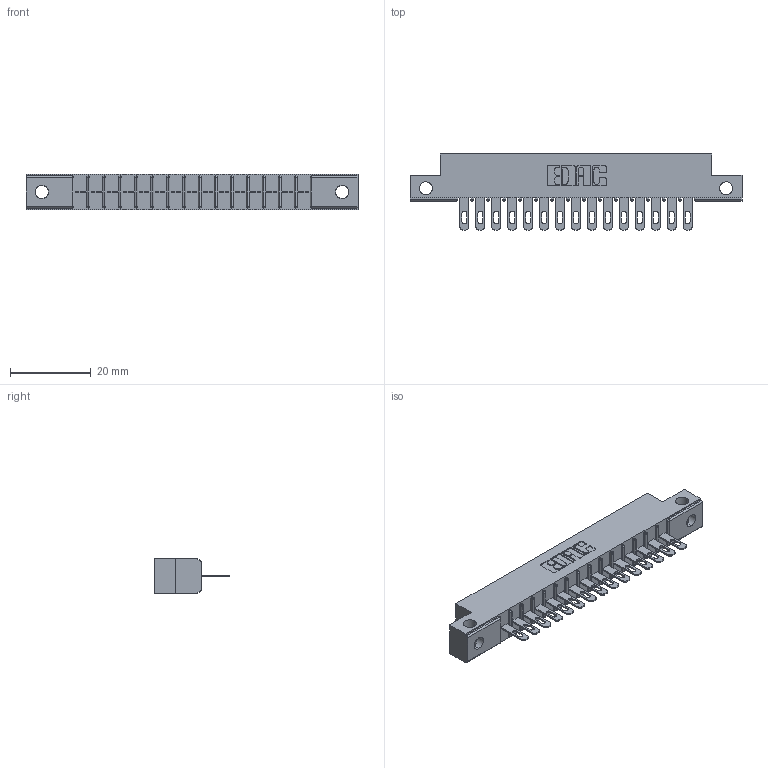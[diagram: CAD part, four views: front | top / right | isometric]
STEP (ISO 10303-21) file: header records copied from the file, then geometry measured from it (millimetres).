
FILE_DESCRIPTION (( 'STEP AP203' ), '1' );
FILE_NAME ('356-015-500-112.STEP', '2020-09-20T22:05:30', ( '' ), ( '' ), 'SwSTEP 2.0', 'SolidWorks 2020', '' );
FILE_SCHEMA (( 'CONFIG_CONTROL_DESIGN' ));
Length unit declared in the file: inch
Products named in the file (3): 306 Part_.128 Dia; 356-015-500-112; 306-290-001_100
Assembly tree (16 placements, depth 2):
  356-015-500-112
    306 Part_.128 Dia
    306-290-001_100  x15
Bounding box: 82.45 x 18.87 x 8.71 mm (x, y, z)
Volume: 5516.7 mm3; surface area: 8128.8 mm2
Topology: 16 solids, 16 shells, 1268 faces, 3577 edges, 2298 vertices
Faces by surface type: plane 818, cylinder 390, sphere 60
Entity records: 18056 total; most frequent: CARTESIAN_POINT 3076, ORIENTED_EDGE 3002, DIRECTION 2975, EDGE_CURVE 1501, VECTOR 1141, LINE 1141, VERTEX_POINT 954, AXIS2_PLACEMENT_3D 917
